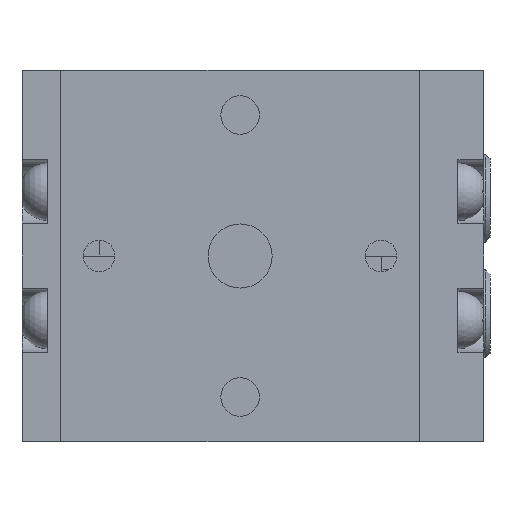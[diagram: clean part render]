
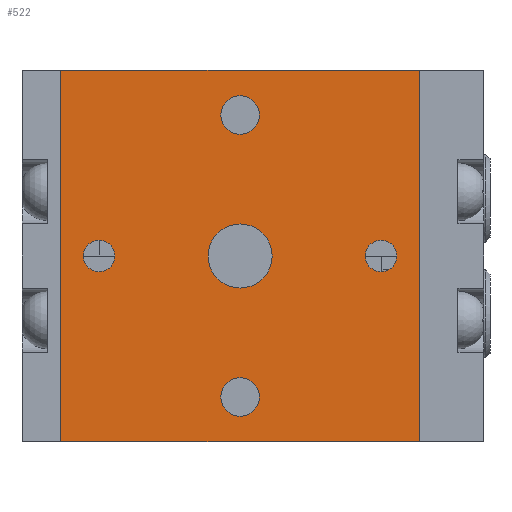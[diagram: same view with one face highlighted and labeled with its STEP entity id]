
A CAD part, front view. The second image highlights one B-rep face of the part: STEP entity #522.
In plain terms, the highlighted planar face has unit normal (0, -1, 0).
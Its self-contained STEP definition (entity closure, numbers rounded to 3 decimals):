
#522 = ADVANCED_FACE( '', ( #1311, #1312, #1313, #1314, #1315, #1316 ), #1317, .F. );
#1311 = FACE_BOUND( '', #2520, .T. );
#1312 = FACE_BOUND( '', #2521, .T. );
#1313 = FACE_BOUND( '', #2522, .T. );
#1314 = FACE_BOUND( '', #2523, .T. );
#1315 = FACE_BOUND( '', #2524, .T. );
#1316 = FACE_OUTER_BOUND( '', #2525, .T. );
#1317 = PLANE( '', #2526 );
#2520 = EDGE_LOOP( '', ( #3733 ) );
#2521 = EDGE_LOOP( '', ( #3734 ) );
#2522 = EDGE_LOOP( '', ( #3735 ) );
#2523 = EDGE_LOOP( '', ( #3736 ) );
#2524 = EDGE_LOOP( '', ( #3737 ) );
#2525 = EDGE_LOOP( '', ( #3738, #3739, #3740, #3741 ) );
#2526 = AXIS2_PLACEMENT_3D( '', #3742, #3743, #3744 );
#3733 = ORIENTED_EDGE( '', *, *, #6885, .F. );
#3734 = ORIENTED_EDGE( '', *, *, #6886, .F. );
#3735 = ORIENTED_EDGE( '', *, *, #6887, .F. );
#3736 = ORIENTED_EDGE( '', *, *, #6888, .F. );
#3737 = ORIENTED_EDGE( '', *, *, #6879, .F. );
#3738 = ORIENTED_EDGE( '', *, *, #6889, .T. );
#3739 = ORIENTED_EDGE( '', *, *, #6890, .F. );
#3740 = ORIENTED_EDGE( '', *, *, #6891, .F. );
#3741 = ORIENTED_EDGE( '', *, *, #6892, .T. );
#3742 = CARTESIAN_POINT( '', ( 14., 0., 14.5 ) );
#3743 = DIRECTION( '', ( 0., 1., 0. ) );
#3744 = DIRECTION( '', ( 0., 0., 1. ) );
#6879 = EDGE_CURVE( '', #8113, #8113, #8114, .T. );
#6885 = EDGE_CURVE( '', #8123, #8123, #8124, .T. );
#6886 = EDGE_CURVE( '', #8125, #8125, #8126, .T. );
#6887 = EDGE_CURVE( '', #8127, #8127, #8128, .T. );
#6888 = EDGE_CURVE( '', #8129, #8129, #8130, .T. );
#6889 = EDGE_CURVE( '', #8131, #8132, #8133, .T. );
#6890 = EDGE_CURVE( '', #8134, #8132, #8135, .T. );
#6891 = EDGE_CURVE( '', #8136, #8134, #8137, .T. );
#6892 = EDGE_CURVE( '', #8136, #8131, #8138, .T. );
#8113 = VERTEX_POINT( '', #9937 );
#8114 = CIRCLE( '', #9938, 2.5 );
#8123 = VERTEX_POINT( '', #9947 );
#8124 = CIRCLE( '', #9948, 1.5 );
#8125 = VERTEX_POINT( '', #9949 );
#8126 = CIRCLE( '', #9950, 1.5 );
#8127 = VERTEX_POINT( '', #9951 );
#8128 = CIRCLE( '', #9952, 1.23 );
#8129 = VERTEX_POINT( '', #9953 );
#8130 = CIRCLE( '', #9954, 1.23 );
#8131 = VERTEX_POINT( '', #9955 );
#8132 = VERTEX_POINT( '', #9956 );
#8133 = LINE( '', #9957, #9958 );
#8134 = VERTEX_POINT( '', #9959 );
#8135 = LINE( '', #9960, #9961 );
#8136 = VERTEX_POINT( '', #9962 );
#8137 = LINE( '', #9963, #9964 );
#8138 = LINE( '', #9965, #9966 );
#9937 = CARTESIAN_POINT( '', ( 0., 0., -2.5 ) );
#9938 = AXIS2_PLACEMENT_3D( '', #12464, #12465, #12466 );
#9947 = CARTESIAN_POINT( '', ( 0., 0., 9.5 ) );
#9948 = AXIS2_PLACEMENT_3D( '', #12476, #12477, #12478 );
#9949 = CARTESIAN_POINT( '', ( 0., 0., -12.5 ) );
#9950 = AXIS2_PLACEMENT_3D( '', #12479, #12480, #12481 );
#9951 = CARTESIAN_POINT( '', ( -9.771, 0., 0. ) );
#9952 = AXIS2_PLACEMENT_3D( '', #12482, #12483, #12484 );
#9953 = CARTESIAN_POINT( '', ( 12.23, 0., 0. ) );
#9954 = AXIS2_PLACEMENT_3D( '', #12485, #12486, #12487 );
#9955 = CARTESIAN_POINT( '', ( -14., 0., 14.5 ) );
#9956 = CARTESIAN_POINT( '', ( -14., 0., -14.5 ) );
#9957 = CARTESIAN_POINT( '', ( -14., 0., 14.5 ) );
#9958 = VECTOR( '', #12488, 1000. );
#9959 = CARTESIAN_POINT( '', ( 14., 0., -14.5 ) );
#9960 = CARTESIAN_POINT( '', ( 14., 0., -14.5 ) );
#9961 = VECTOR( '', #12489, 1000. );
#9962 = CARTESIAN_POINT( '', ( 14., 0., 14.5 ) );
#9963 = CARTESIAN_POINT( '', ( 14., 0., 14.5 ) );
#9964 = VECTOR( '', #12490, 1000. );
#9965 = CARTESIAN_POINT( '', ( 14., 0., 14.5 ) );
#9966 = VECTOR( '', #12491, 1000. );
#12464 = CARTESIAN_POINT( '', ( 0., 0., 0. ) );
#12465 = DIRECTION( '', ( 0., -1., 0. ) );
#12466 = DIRECTION( '', ( 0., 0., -1. ) );
#12476 = CARTESIAN_POINT( '', ( 0., 0., 11. ) );
#12477 = DIRECTION( '', ( 0., -1., 0. ) );
#12478 = DIRECTION( '', ( 0., 0., -1. ) );
#12479 = CARTESIAN_POINT( '', ( 0., 0., -11. ) );
#12480 = DIRECTION( '', ( 0., -1., 0. ) );
#12481 = DIRECTION( '', ( 0., 0., -1. ) );
#12482 = CARTESIAN_POINT( '', ( -11., 0., 0. ) );
#12483 = DIRECTION( '', ( 0., -1., 0. ) );
#12484 = DIRECTION( '', ( 1., 0., 0. ) );
#12485 = CARTESIAN_POINT( '', ( 11., 0., 0. ) );
#12486 = DIRECTION( '', ( 0., -1., 0. ) );
#12487 = DIRECTION( '', ( 1., 0., 0. ) );
#12488 = DIRECTION( '', ( 0., 0., -1. ) );
#12489 = DIRECTION( '', ( -1., 0., 0. ) );
#12490 = DIRECTION( '', ( 0., 0., -1. ) );
#12491 = DIRECTION( '', ( -1., 0., 0. ) );
